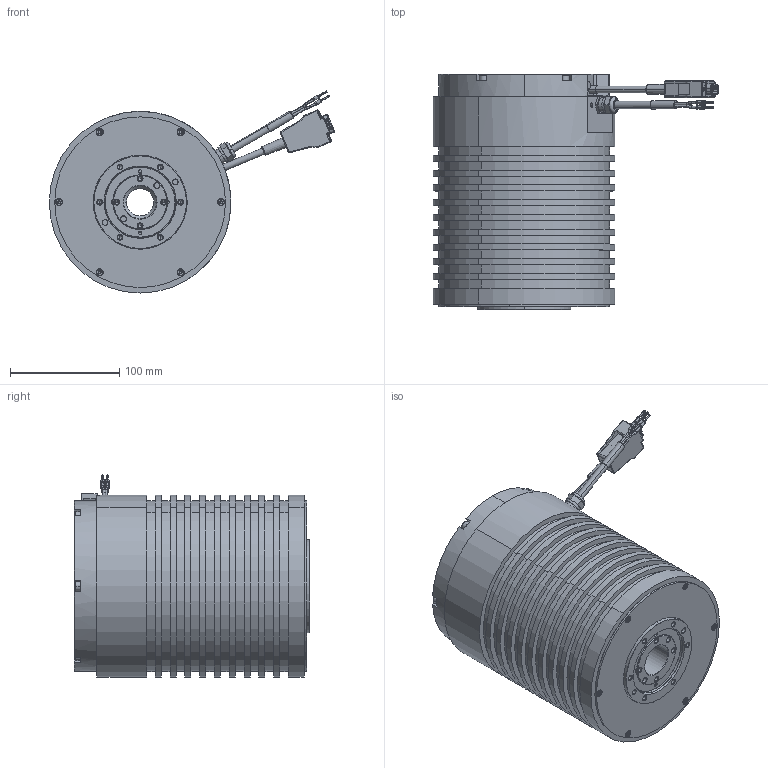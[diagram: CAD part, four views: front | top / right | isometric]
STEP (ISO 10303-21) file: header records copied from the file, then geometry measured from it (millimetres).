
FILE_DESCRIPTION((''),'2;1');
FILE_NAME('1271742-01-Z01','2019-05-13T16:04:31',('de1174'),(''),'CREO PARAMETRIC BY PTC INC, 2018190','CREO PARAMETRIC BY PTC INC, 2018190','');
FILE_SCHEMA(('AUTOMOTIVE_DESIGN { 1 0 10303 214 1 1 1 1 }'));
Length unit declared in the file: millimetre
Products named in the file (1): 1271742-01-Z01
Bounding box: 260.75 x 214.95 x 184.62 mm (x, y, z)
Volume: 4193055.1 mm3; surface area: 256934.4 mm2
Topology: 20 solids, 76 shells, 1674 faces, 4010 edges, 2540 vertices
Faces by surface type: cylinder 811, plane 538, cone 196, torus 63, bspline 36, sphere 30
Entity records: 51648 total; most frequent: CARTESIAN_POINT 12053, DIRECTION 8608, ORIENTED_EDGE 7711, EDGE_CURVE 3936, AXIS2_PLACEMENT_3D 3494, VERTEX_POINT 2540, EDGE_LOOP 2008, CIRCLE 1855
